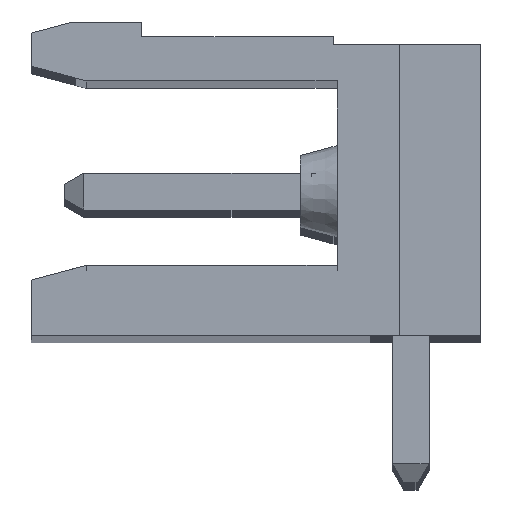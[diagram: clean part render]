
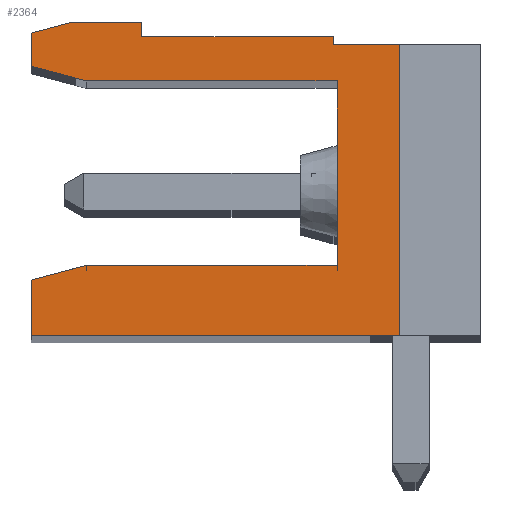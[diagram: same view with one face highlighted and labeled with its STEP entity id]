
A CAD part, top view. The second image highlights one B-rep face of the part: STEP entity #2364.
In plain terms, the highlighted planar face has unit normal (0, 0, 1).
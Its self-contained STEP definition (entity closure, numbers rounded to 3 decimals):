
#2364 = ADVANCED_FACE( '', ( #5449 ), #5450, .T. );
#5449 = FACE_OUTER_BOUND( '', #9279, .T. );
#5450 = PLANE( '', #9280 );
#9279 = EDGE_LOOP( '', ( #16487, #16488, #16489, #16490, #16491, #16492, #16493, #16494, #16495, #16496, #16497, #16498, #16499, #16500, #16501 ) );
#9280 = AXIS2_PLACEMENT_3D( '', #16502, #16503, #16504 );
#16487 = ORIENTED_EDGE( '', *, *, #23444, .T. );
#16488 = ORIENTED_EDGE( '', *, *, #23548, .T. );
#16489 = ORIENTED_EDGE( '', *, *, #25519, .T. );
#16490 = ORIENTED_EDGE( '', *, *, #25520, .T. );
#16491 = ORIENTED_EDGE( '', *, *, #24962, .F. );
#16492 = ORIENTED_EDGE( '', *, *, #25521, .T. );
#16493 = ORIENTED_EDGE( '', *, *, #25522, .F. );
#16494 = ORIENTED_EDGE( '', *, *, #23155, .F. );
#16495 = ORIENTED_EDGE( '', *, *, #25523, .F. );
#16496 = ORIENTED_EDGE( '', *, *, #25196, .T. );
#16497 = ORIENTED_EDGE( '', *, *, #25524, .T. );
#16498 = ORIENTED_EDGE( '', *, *, #23711, .T. );
#16499 = ORIENTED_EDGE( '', *, *, #23707, .T. );
#16500 = ORIENTED_EDGE( '', *, *, #24641, .T. );
#16501 = ORIENTED_EDGE( '', *, *, #25525, .T. );
#16502 = CARTESIAN_POINT( '', ( 194.225, 204.71, 106.68 ) );
#16503 = DIRECTION( '', ( 0., 0., 1. ) );
#16504 = DIRECTION( '', ( 1., 0., 0. ) );
#23155 = EDGE_CURVE( '', #27913, #27915, #27916, .T. );
#23444 = EDGE_CURVE( '', #28425, #28423, #28426, .T. );
#23548 = EDGE_CURVE( '', #28423, #28607, #28609, .T. );
#23707 = EDGE_CURVE( '', #28869, #28874, #28876, .T. );
#23711 = EDGE_CURVE( '', #28878, #28869, #28882, .T. );
#24641 = EDGE_CURVE( '', #28874, #30368, #30370, .T. );
#24962 = EDGE_CURVE( '', #30892, #30894, #30895, .T. );
#25196 = EDGE_CURVE( '', #31221, #31223, #31225, .T. );
#25519 = EDGE_CURVE( '', #28607, #31676, #31677, .T. );
#25520 = EDGE_CURVE( '', #31676, #30894, #31678, .T. );
#25521 = EDGE_CURVE( '', #30892, #31679, #31680, .T. );
#25522 = EDGE_CURVE( '', #27915, #31679, #31681, .T. );
#25523 = EDGE_CURVE( '', #31221, #27913, #31682, .T. );
#25524 = EDGE_CURVE( '', #31223, #28878, #31683, .T. );
#25525 = EDGE_CURVE( '', #30368, #28425, #31684, .T. );
#27913 = VERTEX_POINT( '', #34728 );
#27915 = VERTEX_POINT( '', #34731 );
#27916 = LINE( '', #34732, #34733 );
#28423 = VERTEX_POINT( '', #35453 );
#28425 = VERTEX_POINT( '', #35456 );
#28426 = LINE( '', #35457, #35458 );
#28607 = VERTEX_POINT( '', #35704 );
#28609 = LINE( '', #35707, #35708 );
#28869 = VERTEX_POINT( '', #36096 );
#28874 = VERTEX_POINT( '', #36103 );
#28876 = LINE( '', #36106, #36107 );
#28878 = VERTEX_POINT( '', #36109 );
#28882 = LINE( '', #36115, #36116 );
#30368 = VERTEX_POINT( '', #38334 );
#30370 = LINE( '', #38337, #38338 );
#30892 = VERTEX_POINT( '', #39148 );
#30894 = VERTEX_POINT( '', #39151 );
#30895 = LINE( '', #39152, #39153 );
#31221 = VERTEX_POINT( '', #39640 );
#31223 = VERTEX_POINT( '', #39643 );
#31225 = LINE( '', #39646, #39647 );
#31676 = VERTEX_POINT( '', #40341 );
#31677 = LINE( '', #40342, #40343 );
#31678 = LINE( '', #40344, #40345 );
#31679 = VERTEX_POINT( '', #40346 );
#31680 = LINE( '', #40347, #40348 );
#31681 = LINE( '', #40349, #40350 );
#31682 = LINE( '', #40351, #40352 );
#31683 = LINE( '', #40353, #40354 );
#31684 = LINE( '', #40355, #40356 );
#34728 = CARTESIAN_POINT( '', ( 202.425, 204.31, 106.68 ) );
#34731 = CARTESIAN_POINT( '', ( 202.425, 204.11, 106.68 ) );
#34732 = CARTESIAN_POINT( '', ( 202.425, 204.11, 106.68 ) );
#34733 = VECTOR( '', #43635, 1000. );
#35453 = CARTESIAN_POINT( '', ( 202.525, 198.11, 106.68 ) );
#35456 = CARTESIAN_POINT( '', ( 202.525, 203.11, 106.68 ) );
#35457 = CARTESIAN_POINT( '', ( 202.525, 204.71, 106.68 ) );
#35458 = VECTOR( '', #43931, 1000. );
#35704 = CARTESIAN_POINT( '', ( 195.725, 198.11, 106.68 ) );
#35707 = CARTESIAN_POINT( '', ( 194.225, 198.11, 106.68 ) );
#35708 = VECTOR( '', #44064, 1000. );
#36096 = CARTESIAN_POINT( '', ( 194.225, 204.41, 106.68 ) );
#36103 = CARTESIAN_POINT( '', ( 194.225, 203.51, 106.68 ) );
#36106 = CARTESIAN_POINT( '', ( 194.225, 204.31, 106.68 ) );
#36107 = VECTOR( '', #44190, 1000. );
#36109 = CARTESIAN_POINT( '', ( 195.345, 204.71, 106.68 ) );
#36115 = CARTESIAN_POINT( '', ( 194.225, 204.41, 106.68 ) );
#36116 = VECTOR( '', #44193, 1000. );
#38334 = CARTESIAN_POINT( '', ( 195.718, 203.11, 106.68 ) );
#38337 = CARTESIAN_POINT( '', ( 193.925, 203.591, 106.68 ) );
#38338 = VECTOR( '', #44966, 1000. );
#39148 = CARTESIAN_POINT( '', ( 204.225, 196.21, 106.68 ) );
#39151 = CARTESIAN_POINT( '', ( 194.225, 196.21, 106.68 ) );
#39152 = CARTESIAN_POINT( '', ( 194.225, 196.21, 106.68 ) );
#39153 = VECTOR( '', #45262, 1000. );
#39640 = CARTESIAN_POINT( '', ( 197.225, 204.31, 106.68 ) );
#39643 = CARTESIAN_POINT( '', ( 197.225, 204.71, 106.68 ) );
#39646 = CARTESIAN_POINT( '', ( 197.225, 204.81, 106.68 ) );
#39647 = VECTOR( '', #45453, 1000. );
#40341 = CARTESIAN_POINT( '', ( 194.225, 197.708, 106.68 ) );
#40342 = CARTESIAN_POINT( '', ( 195.976, 198.177, 106.68 ) );
#40343 = VECTOR( '', #45697, 1000. );
#40344 = CARTESIAN_POINT( '', ( 194.225, 204.31, 106.68 ) );
#40345 = VECTOR( '', #45698, 1000. );
#40346 = CARTESIAN_POINT( '', ( 204.225, 204.11, 106.68 ) );
#40347 = CARTESIAN_POINT( '', ( 204.225, 204.71, 106.68 ) );
#40348 = VECTOR( '', #45699, 1000. );
#40349 = CARTESIAN_POINT( '', ( 206.425, 204.11, 106.68 ) );
#40350 = VECTOR( '', #45700, 1000. );
#40351 = CARTESIAN_POINT( '', ( 202.425, 204.31, 106.68 ) );
#40352 = VECTOR( '', #45701, 1000. );
#40353 = CARTESIAN_POINT( '', ( 195.718, 204.71, 106.68 ) );
#40354 = VECTOR( '', #45702, 1000. );
#40355 = CARTESIAN_POINT( '', ( 194.225, 203.11, 106.68 ) );
#40356 = VECTOR( '', #45703, 1000. );
#43635 = DIRECTION( '', ( 0., -1., 0. ) );
#43931 = DIRECTION( '', ( 0., -1., 0. ) );
#44064 = DIRECTION( '', ( -1., 0., 0. ) );
#44190 = DIRECTION( '', ( 0., -1., 0. ) );
#44193 = DIRECTION( '', ( -0.966, -0.259, 0. ) );
#44966 = DIRECTION( '', ( 0.966, -0.259, 0. ) );
#45262 = DIRECTION( '', ( -1., 0., 0. ) );
#45453 = DIRECTION( '', ( 0., 1., 0. ) );
#45697 = DIRECTION( '', ( -0.966, -0.259, 0. ) );
#45698 = DIRECTION( '', ( 0., -1., 0. ) );
#45699 = DIRECTION( '', ( 0., 1., 0. ) );
#45700 = DIRECTION( '', ( 1., 0., 0. ) );
#45701 = DIRECTION( '', ( 1., 0., 0. ) );
#45702 = DIRECTION( '', ( -1., 0., 0. ) );
#45703 = DIRECTION( '', ( 1., 0., 0. ) );
